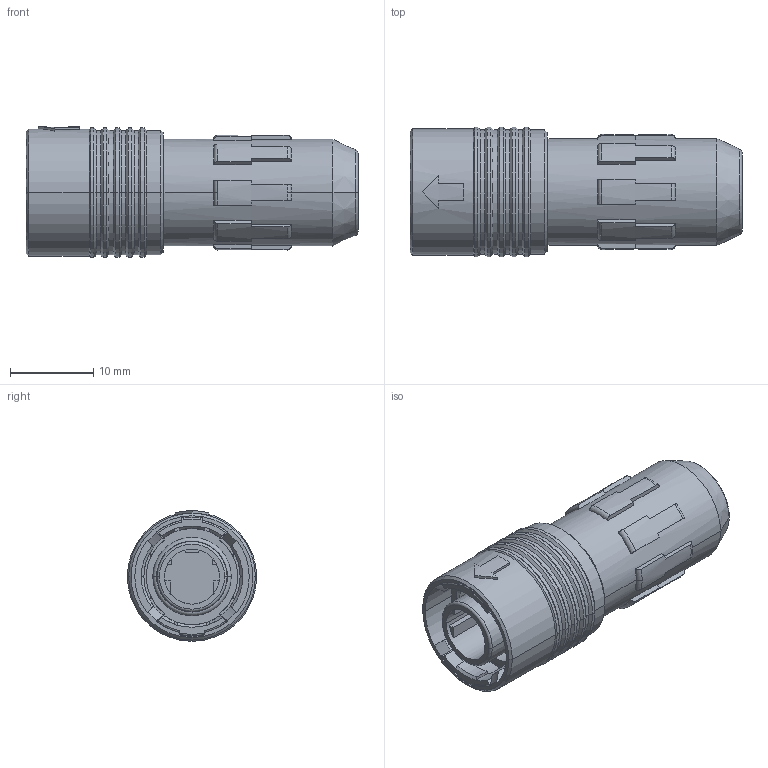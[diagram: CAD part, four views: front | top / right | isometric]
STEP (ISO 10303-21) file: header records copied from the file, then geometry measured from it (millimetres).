
FILE_DESCRIPTION(('CoCreate Modeling STEP Export'),'2;1');
FILE_NAME('HR30-8P-12PC.stp','2011-11-07T16:50:33',(''),(''),'CoCreate Modeling STEP processor for AP214 (Solid Model)','CoCreate Modeling 17.0 01-Apr-2010 (C) Parametric Technology GmbH','');
FILE_SCHEMA(('AUTOMOTIVE_DESIGN { 1 0 10303 214 1 1 1 1 }'));
Length unit declared in the file: millimetre
Products named in the file (1): HR30-8P-12PC
Bounding box: 39.8 x 15.5 x 15.65 mm (x, y, z)
Volume: 4758.8 mm3; surface area: 4288.5 mm2
Topology: 1 solids, 1 shells, 390 faces, 1062 edges, 683 vertices
Faces by surface type: plane 188, cylinder 105, cone 57, torus 40
Entity records: 14523 total; most frequent: CARTESIAN_POINT 5088, ORIENTED_EDGE 2124, DIRECTION 1833, EDGE_CURVE 1062, VERTEX_POINT 683, AXIS2_PLACEMENT_3D 640, VECTOR 553, LINE 553
